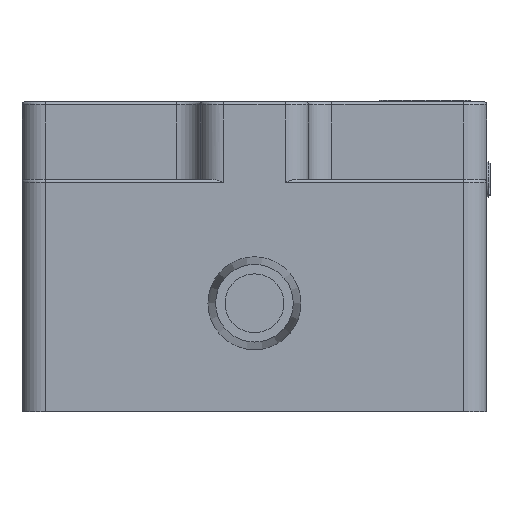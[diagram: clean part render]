
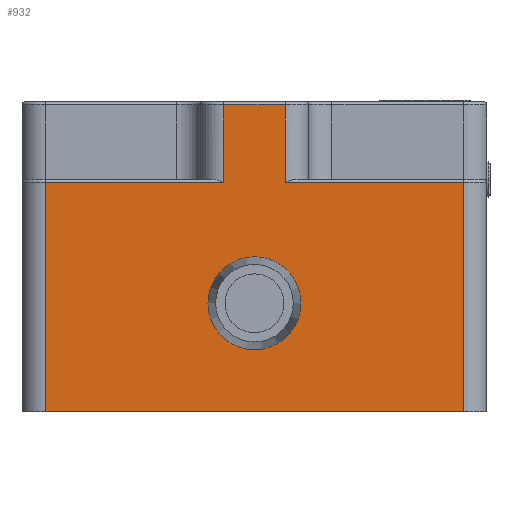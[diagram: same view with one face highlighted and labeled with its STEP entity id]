
A CAD part, front view. The second image highlights one B-rep face of the part: STEP entity #932.
In plain terms, the highlighted planar face has unit normal (0, -1, 0).
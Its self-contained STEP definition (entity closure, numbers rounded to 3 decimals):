
#35=LINE('',#1480,#86);
#37=LINE('',#1504,#88);
#44=LINE('',#1532,#95);
#45=LINE('',#1535,#96);
#46=LINE('',#1537,#97);
#47=LINE('',#1539,#98);
#48=LINE('',#1541,#99);
#49=LINE('',#1542,#100);
#86=VECTOR('',#1154,10.);
#88=VECTOR('',#1172,10.);
#95=VECTOR('',#1195,10.);
#96=VECTOR('',#1198,10.);
#97=VECTOR('',#1199,10.);
#98=VECTOR('',#1200,10.);
#99=VECTOR('',#1201,10.);
#100=VECTOR('',#1202,10.);
#138=PLANE('',#1020);
#191=FACE_BOUND('',#292,.T.);
#218=FACE_OUTER_BOUND('',#291,.T.);
#291=EDGE_LOOP('',(#693,#694,#695,#696,#697,#698,#699,#700));
#292=EDGE_LOOP('',(#701));
#378=CIRCLE('',#1021,3.);
#439=VERTEX_POINT('',#1470);
#443=VERTEX_POINT('',#1478);
#448=VERTEX_POINT('',#1492);
#451=VERTEX_POINT('',#1497);
#459=VERTEX_POINT('',#1534);
#460=VERTEX_POINT('',#1536);
#461=VERTEX_POINT('',#1538);
#462=VERTEX_POINT('',#1540);
#463=VERTEX_POINT('',#1543);
#530=EDGE_CURVE('',#443,#439,#35,.T.);
#538=EDGE_CURVE('',#451,#448,#37,.T.);
#550=EDGE_CURVE('',#448,#443,#44,.T.);
#551=EDGE_CURVE('',#451,#459,#45,.T.);
#552=EDGE_CURVE('',#460,#459,#46,.T.);
#553=EDGE_CURVE('',#460,#461,#47,.T.);
#554=EDGE_CURVE('',#462,#461,#48,.T.);
#555=EDGE_CURVE('',#439,#462,#49,.T.);
#556=EDGE_CURVE('',#463,#463,#378,.T.);
#693=ORIENTED_EDGE('',*,*,#538,.F.);
#694=ORIENTED_EDGE('',*,*,#551,.T.);
#695=ORIENTED_EDGE('',*,*,#552,.F.);
#696=ORIENTED_EDGE('',*,*,#553,.T.);
#697=ORIENTED_EDGE('',*,*,#554,.F.);
#698=ORIENTED_EDGE('',*,*,#555,.F.);
#699=ORIENTED_EDGE('',*,*,#530,.F.);
#700=ORIENTED_EDGE('',*,*,#550,.F.);
#701=ORIENTED_EDGE('',*,*,#556,.T.);
#932=ADVANCED_FACE('',(#218,#191),#138,.T.);
#1020=AXIS2_PLACEMENT_3D('',#1533,#1196,#1197);
#1021=AXIS2_PLACEMENT_3D('',#1544,#1203,#1204);
#1154=DIRECTION('',(-1.,0.,0.));
#1172=DIRECTION('',(1.,0.,0.));
#1195=DIRECTION('',(0.,0.,-1.));
#1196=DIRECTION('center_axis',(0.,-1.,0.));
#1197=DIRECTION('ref_axis',(1.,0.,0.));
#1198=DIRECTION('',(0.,0.,1.));
#1199=DIRECTION('',(1.,0.,0.));
#1200=DIRECTION('',(0.,0.,-1.));
#1201=DIRECTION('',(1.,0.,0.));
#1202=DIRECTION('',(0.,0.,1.));
#1203=DIRECTION('center_axis',(0.,1.,0.));
#1204=DIRECTION('ref_axis',(-1.,0.,0.));
#1470=CARTESIAN_POINT('',(-13.5,-35.,0.));
#1478=CARTESIAN_POINT('',(13.5,-35.,0.));
#1480=CARTESIAN_POINT('',(15.,-35.,0.));
#1492=CARTESIAN_POINT('',(13.5,-35.,14.8));
#1497=CARTESIAN_POINT('',(2.,-35.,14.8));
#1504=CARTESIAN_POINT('',(-2.875,-35.,14.8));
#1532=CARTESIAN_POINT('',(13.5,-35.,0.));
#1533=CARTESIAN_POINT('Origin',(-15.,-35.,0.));
#1534=CARTESIAN_POINT('',(2.,-35.,19.8));
#1535=CARTESIAN_POINT('',(2.,-35.,10.));
#1536=CARTESIAN_POINT('',(-2.,-35.,19.8));
#1537=CARTESIAN_POINT('',(-7.5,-35.,19.8));
#1538=CARTESIAN_POINT('',(-2.,-35.,14.8));
#1539=CARTESIAN_POINT('',(-2.,-35.,10.));
#1540=CARTESIAN_POINT('',(-13.5,-35.,14.8));
#1541=CARTESIAN_POINT('',(-12.125,-35.,14.8));
#1542=CARTESIAN_POINT('',(-13.5,-35.,0.));
#1543=CARTESIAN_POINT('',(3.,-35.,7.));
#1544=CARTESIAN_POINT('Origin',(0.,-35.,7.));
